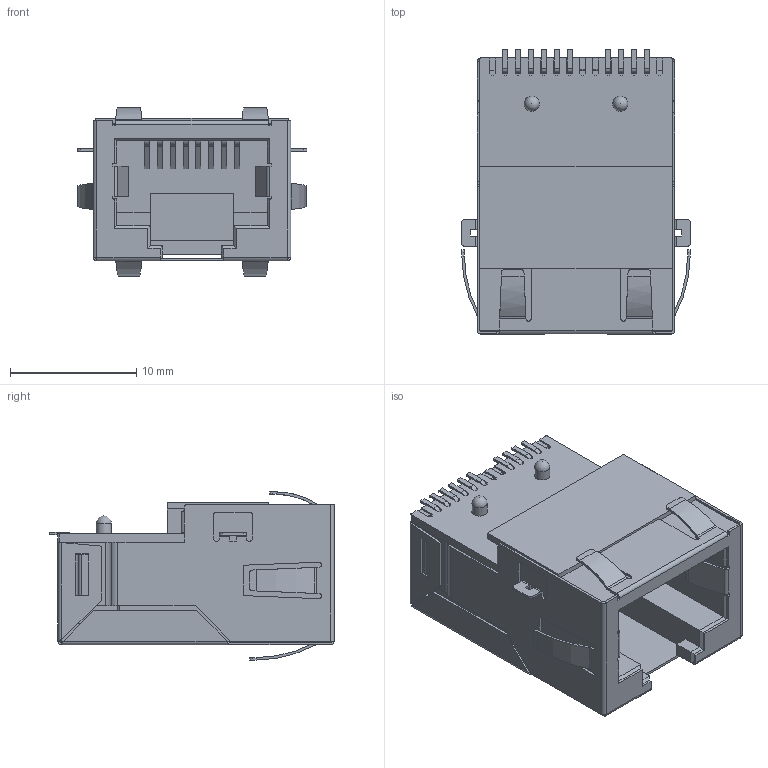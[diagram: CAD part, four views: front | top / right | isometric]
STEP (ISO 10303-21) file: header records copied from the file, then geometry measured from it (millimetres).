
FILE_DESCRIPTION(/* description */ ('Unknown'),/* implementation_level */ '2;1');
FILE_NAME(/* name */ '7498210003',/* time_stamp */ '2016-02-25T11:42:47+01:00',/* author */ ('Unknown'),/* organization */ ('Unknown'),/* preprocessor_version */ 'ST-DEVELOPER v16.7',/* originating_system */ 'DEX',/* authorisation */ $);
FILE_SCHEMA (('AUTOMOTIVE_DESIGN {1 0 10303 214 3 1 1}'));
Length unit declared in the file: millimetre
Products named in the file (3): 7498210003; Shielding; Insulator
Assembly tree (2 placements, depth 2):
  7498210003
    Shielding
    Insulator
Bounding box: 18.15 x 22.48 x 13.3 mm (x, y, z)
Volume: 2124.5 mm3; surface area: 4191.9 mm2
Topology: 2 solids, 2 shells, 872 faces, 2440 edges, 1570 vertices
Faces by surface type: plane 575, cylinder 241, bspline 50, sphere 6
Full cylindrical faces by diameter (mm): 1.2 x2
Entity records: 35403 total; most frequent: CARTESIAN_POINT 7024, ORIENTED_EDGE 4850, DIRECTION 4305, EDGE_CURVE 2425, LINE 1799, VECTOR 1799, VERTEX_POINT 1564, AXIS2_PLACEMENT_3D 1253
